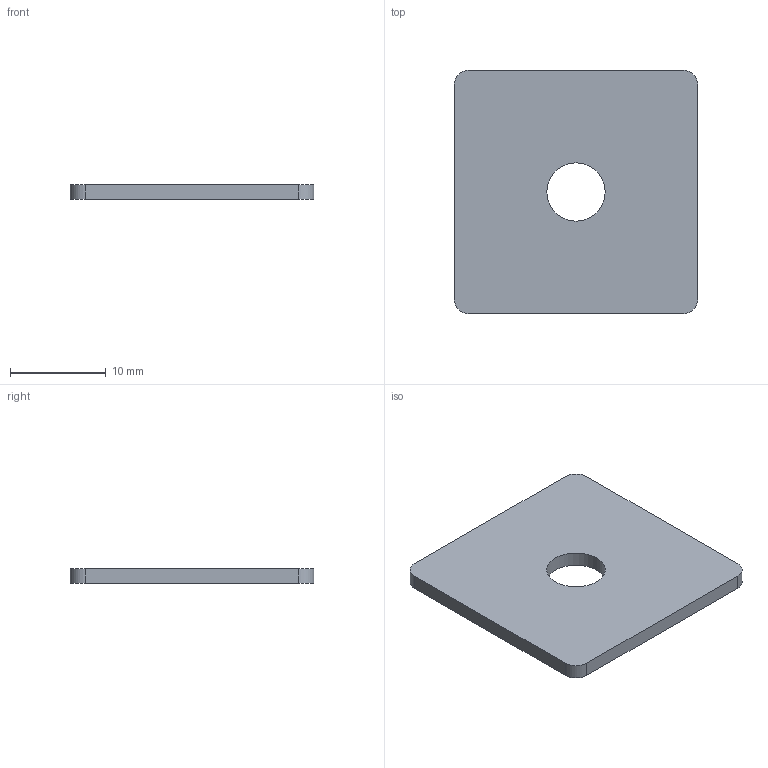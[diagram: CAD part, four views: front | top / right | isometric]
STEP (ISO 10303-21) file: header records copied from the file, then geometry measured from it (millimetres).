
FILE_DESCRIPTION( ( '' ), ' ' );
FILE_NAME( '5cef5916954082160c5ff499.step', '2019-05-30T04:16:23', ( '' ), ( '' ), ' ', ' ', ' ' );
FILE_SCHEMA( ( 'AUTOMOTIVE_DESIGN { 1 0 10303 214 1 1 1 1 }' ) );
Length unit declared in the file: metre
Products named in the file (1): Part 2
Bounding box: 25.4 x 25.4 x 1.56 mm (x, y, z)
Volume: 957.9 mm3; surface area: 1412.1 mm2
Topology: 1 solids, 1 shells, 11 faces, 27 edges, 18 vertices
Faces by surface type: plane 6, cylinder 5
Full cylindrical faces by diameter (mm): 6.07 x1
Entity records: 434 total; most frequent: DIRECTION 60, CARTESIAN_POINT 56, ORIENTED_EDGE 52, EDGE_CURVE 26, AXIS2_PLACEMENT_3D 22, VERTEX_POINT 18, LINE 16, VECTOR 16
